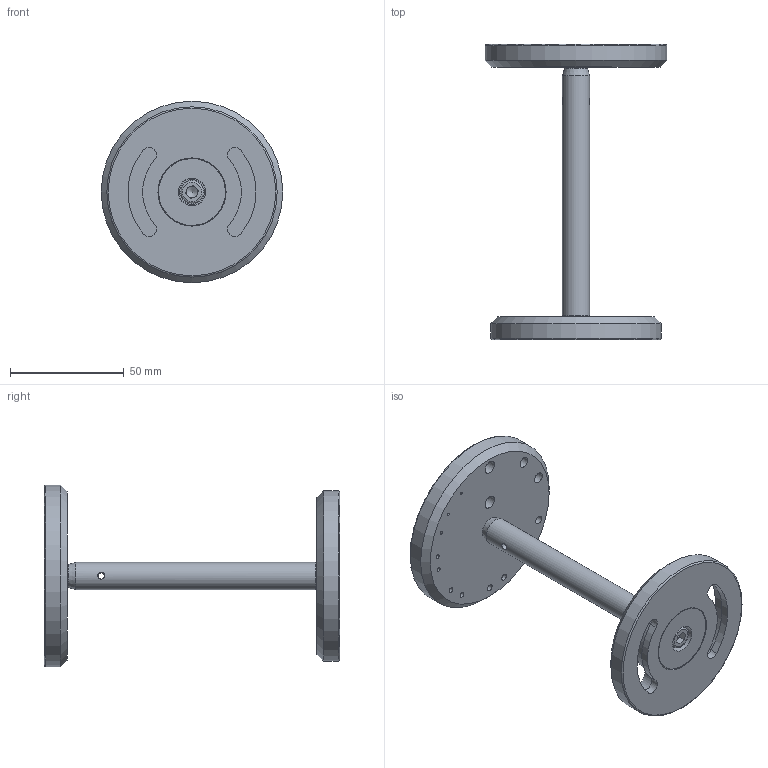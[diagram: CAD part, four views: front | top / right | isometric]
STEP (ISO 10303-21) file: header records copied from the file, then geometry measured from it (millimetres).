
FILE_DESCRIPTION (( 'STEP AP214' ), '1' );
FILE_NAME ('OMSH80A.STEP', '2020-12-28T02:37:02', ( '' ), ( '' ), 'SwSTEP 2.0', 'SolidWorks 2018', '' );
FILE_SCHEMA (( 'AUTOMOTIVE_DESIGN' ));
Length unit declared in the file: millimetre
Products named in the file (1): OMSH80A
Bounding box: 80 x 130 x 80 mm (x, y, z)
Surface area: 29978.1 mm2 (no closed solid volume)
Topology: 0 solids, 9 shells, 418 faces, 2661 edges, 2146 vertices
Faces by surface type: plane 209, bspline 146, cylinder 53, cone 5, torus 5
Full cylindrical faces by diameter (mm): 0.9 x1, 1.2 x1, 1.6 x1, 1.9 x2, 2.4 x2, 3 x3, 3.7 x2, 4.8 x2, 5.8 x2, 8 x1, 12 x2, 30 x1, 75 x1, 80 x1
Entity records: 41756 total; most frequent: CARTESIAN_POINT 20424, ORIENTED_EDGE 3374, EDGE_CURVE 2623, DIRECTION 2187, VERTEX_POINT 2141, LINE 1347, VECTOR 1347, B_SPLINE_CURVE_WITH_KNOTS 1129
